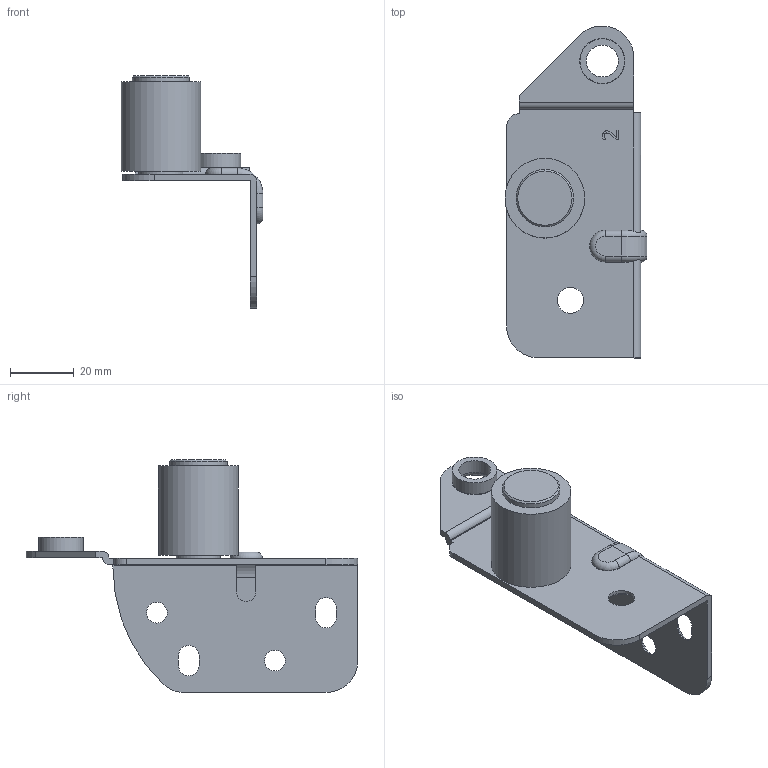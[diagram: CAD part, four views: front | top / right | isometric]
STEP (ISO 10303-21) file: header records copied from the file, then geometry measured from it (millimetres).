
FILE_DESCRIPTION(/* description */ (''),/* implementation_level */ '2;1');
FILE_NAME(/* name */ '1101PGG.stp',/* time_stamp */ '2019-08-05T11:13:56+02:00',/* author */ ('DOMINIQUE'),/* organization */ (''),/* preprocessor_version */ 'ST-DEVELOPER v17.2',/* originating_system */ 'Autodesk Inventor 2019',/* authorisation */ '');
FILE_SCHEMA (('AUTOMOTIVE_DESIGN { 1 0 10303 214 3 1 1 }'));
Length unit declared in the file: millimetre
Products named in the file (4): 1101PGG; 20343; 20333; 20320
Assembly tree (3 placements, depth 2):
  1101PGG
    20343
    20333
    20320
Bounding box: 44.5 x 103.98 x 73 mm (x, y, z)
Volume: 27357.2 mm3; surface area: 20234.5 mm2
Topology: 3 solids, 3 shells, 110 faces, 288 edges, 188 vertices
Faces by surface type: plane 45, cylinder 39, bspline 11, cone 9, torus 6
Full cylindrical faces by diameter (mm): 6.5 x2, 8 x1, 8.2 x2, 10 x1, 13.8 x1, 14 x1, 14.2 x1, 18 x1, 25 x1
Entity records: 3699 total; most frequent: CARTESIAN_POINT 793, DIRECTION 580, ORIENTED_EDGE 576, EDGE_CURVE 288, AXIS2_PLACEMENT_3D 214, VERTEX_POINT 188, LINE 152, VECTOR 152
